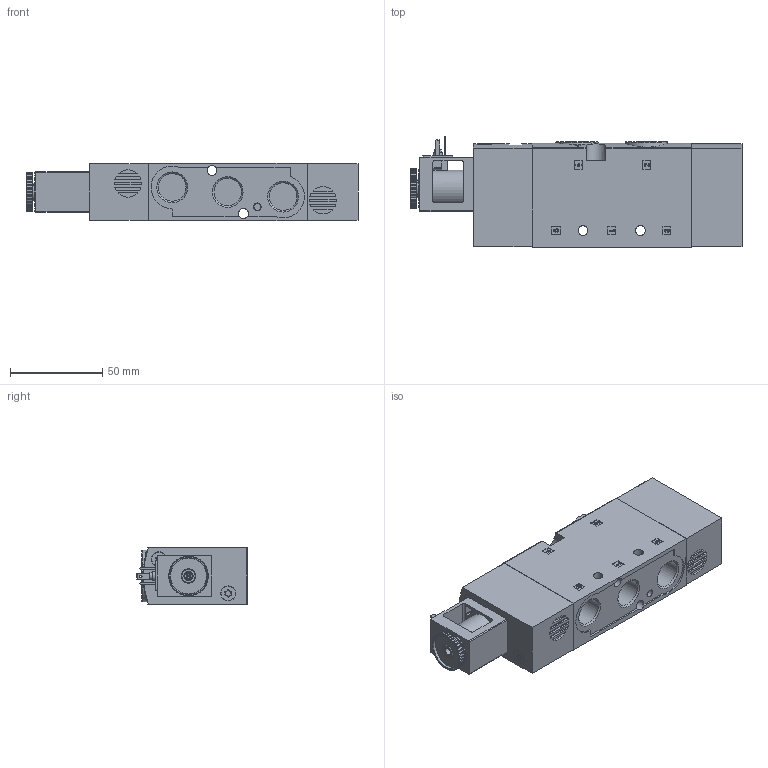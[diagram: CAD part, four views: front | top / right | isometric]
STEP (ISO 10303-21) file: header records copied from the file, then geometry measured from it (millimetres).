
FILE_DESCRIPTION(/* description */ ('STEP AP214'),/* implementation_level */ '2;1');
FILE_NAME(/* name */ '8036688_VUVS-LT30-M52-MD-G38-F8-1C1',/* time_stamp */ '2024-09-17T21:15:04+02:00',/* author */ ('License CC BY-ND 4.0'),/* organization */ ('CADENAS'),/* preprocessor_version */ 'ST-DEVELOPER v19.3',/* originating_system */ 'PARTsolutions',/* authorisation */ ' ');
FILE_SCHEMA (('AUTOMOTIVE_DESIGN {1 0 10303 214 3 1 1}'));
Length unit declared in the file: millimetre
Products named in the file (7): 8036688 VUVS-LT30-M52-MD-G38-F8-1C1; 1271695 VUVS-L30-.5.-G38 HOUSING---(H---0_-); 2974461 VUVS-L30-G-COVER53---(H---0_-); 1808372 F-M4x40.5-10.9; 8085305 VACF-B-C1-1---(C); 1878611 VACF-B---(C); 1555563 VUVS-L30-G-A-COVER52---(H---0_M)
Assembly tree (9 placements, depth 2):
  8036688 VUVS-LT30-M52-MD-G38-F8-1C1
    1271695 VUVS-L30-.5.-G38 HOUSING---(H---0_-)
    2974461 VUVS-L30-G-COVER53---(H---0_-)
    1808372 F-M4x40.5-10.9  x4
    8085305 VACF-B-C1-1---(C)
    1878611 VACF-B---(C)
    1555563 VUVS-L30-G-A-COVER52---(H---0_M)
Bounding box: 179.65 x 59.8 x 31 mm (x, y, z)
Volume: 244736 mm3; surface area: 55394 mm2
Topology: 9 solids, 9 shells, 924 faces, 2356 edges, 1540 vertices
Faces by surface type: plane 479, cylinder 331, cone 84, torus 30
Full cylindrical faces by diameter (mm): 0.9 x1, 1.3 x1, 1.75 x16, 2.013 x1, 2.4 x1, 2.7 x1, 3 x4, 3.242 x4, 3.75 x1, 3.8 x4, 4 x4, 4.134 x1, 4.8 x4, 5.05 x1, 5.3 x2, 5.4 x2, 7.1 x1, 7.188 x1, 7.9 x4, 8 x4, 8.1 x4, 8.15 x1, 8.2 x1, 10 x2, 14.95 x5, 15.6 x2, 19.5 x1, 21 x1, 23 x2
Entity records: 27577 total; most frequent: CARTESIAN_POINT 4732, DIRECTION 4370, ORIENTED_EDGE 4110, EDGE_CURVE 2055, AXIS2_PLACEMENT_3D 1552, VERTEX_POINT 1434, LINE 1266, VECTOR 1266
